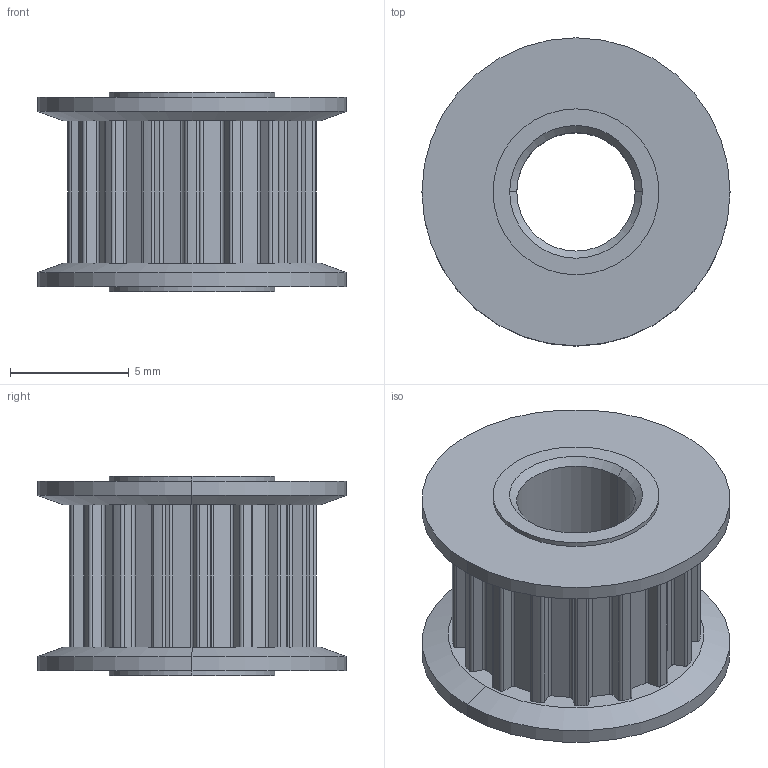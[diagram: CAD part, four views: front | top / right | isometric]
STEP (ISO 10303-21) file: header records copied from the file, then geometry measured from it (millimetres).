
FILE_DESCRIPTION (( 'STEP AP214' ), '1' );
FILE_NAME ('4333240000609.STEP', '2017-12-21T11:49:08', ( '13' ), ( '' ), 'SwSTEP 2.0', 'SolidWorks 2012', '' );
FILE_SCHEMA (( 'AUTOMOTIVE_DESIGN' ));
Length unit declared in the file: millimetre
Products named in the file (1): 4333240000609
Bounding box: 13 x 13 x 8.4 mm (x, y, z)
Volume: 543 mm3; surface area: 803.3 mm2
Topology: 1 solids, 1 shells, 160 faces, 454 edges, 300 vertices
Faces by surface type: cylinder 95, plane 57, cone 8
Entity records: 5310 total; most frequent: DIRECTION 974, CARTESIAN_POINT 915, ORIENTED_EDGE 908, EDGE_CURVE 454, AXIS2_PLACEMENT_3D 359, VERTEX_POINT 300, VECTOR 256, LINE 256
